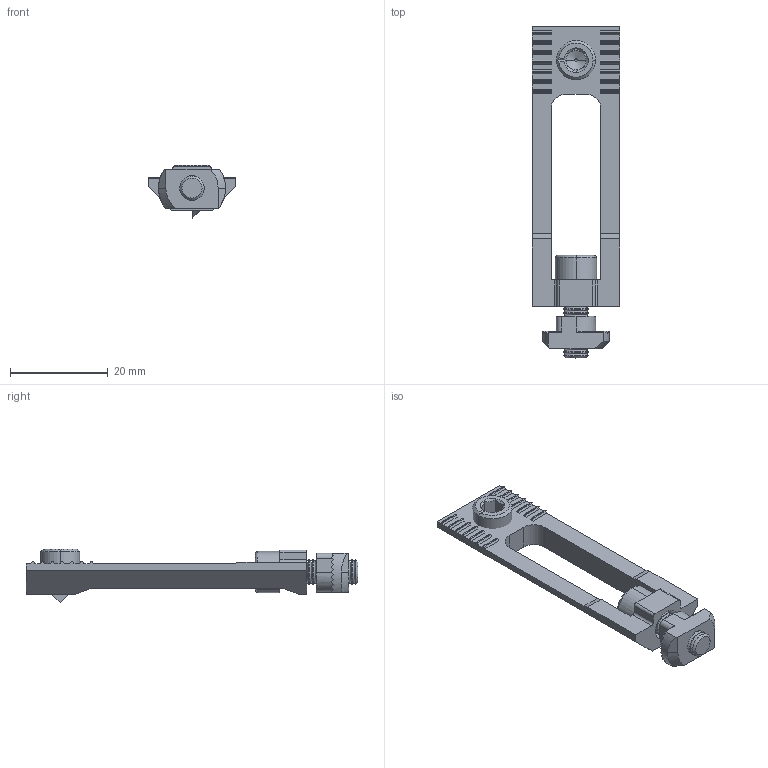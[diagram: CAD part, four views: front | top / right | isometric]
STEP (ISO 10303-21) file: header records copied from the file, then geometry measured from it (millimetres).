
FILE_DESCRIPTION (( 'STEP AP214' ), '1' );
FILE_NAME ('099d0840m0530.STEP', '2014-08-21T09:56:03', ( '' ), ( '' ), 'SwSTEP 2.0', 'SolidWorks 2014', '' );
FILE_SCHEMA (( 'AUTOMOTIVE_DESIGN' ));
Length unit declared in the file: millimetre
Products named in the file (6): 099d0840m-02(Baugruppe)_Standard; 099d08-01_Standard; 099d0840m-01_ab; 099d0840m0530; 096h08430s01_08 5 30 s02 - s03; DIN912-M5x16_DIN 912 M5 x 16 --- 16S
Assembly tree (5 placements, depth 3):
  099d0840m0530
    099d0840m-02(Baugruppe)_Standard
      099d0840m-01_ab
      099d08-01_Standard
    DIN912-M5x16_DIN 912 M5 x 16 --- 16S
    096h08430s01_08 5 30 s02 - s03
Bounding box: 18 x 68 x 11 mm (x, y, z)
Volume: 3736.8 mm3; surface area: 4008.5 mm2
Topology: 4 solids, 4 shells, 356 faces, 986 edges, 637 vertices
Faces by surface type: plane 157, cylinder 110, cone 83, torus 6
Entity records: 12076 total; most frequent: CARTESIAN_POINT 2717, ORIENTED_EDGE 1966, DIRECTION 1907, EDGE_CURVE 983, AXIS2_PLACEMENT_3D 677, VERTEX_POINT 637, VECTOR 553, LINE 553
